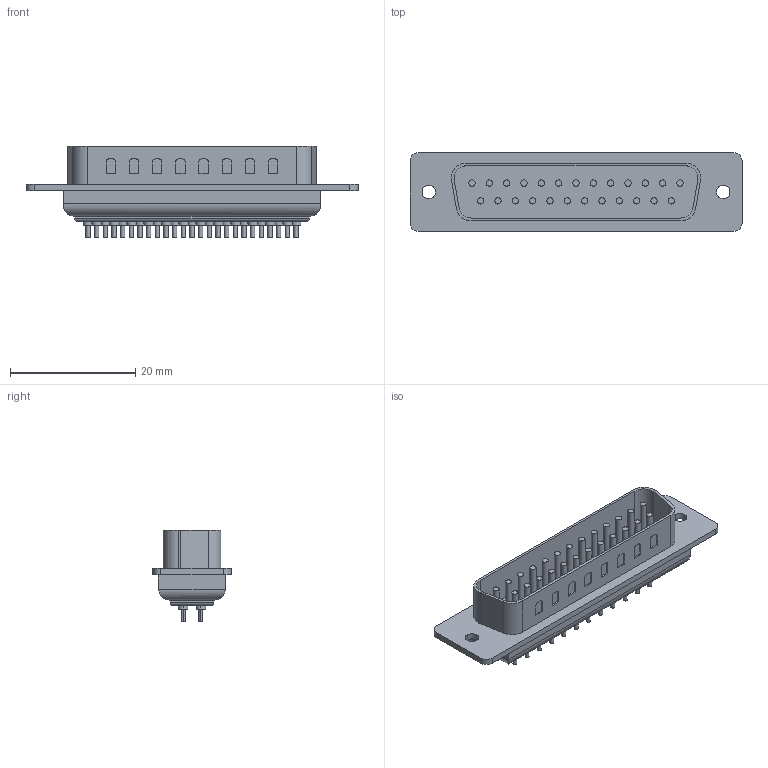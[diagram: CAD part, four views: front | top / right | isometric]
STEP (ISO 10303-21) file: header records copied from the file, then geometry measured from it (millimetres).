
FILE_DESCRIPTION(('FreeCAD Model'),'2;1');
FILE_NAME('connector_a-ds_25_pp_z_cut.stp','2020-08-16T17:09:31',('FreeCAD'),('FreeCAD'), 'Open CASCADE STEP processor 7.3','FreeCAD','Unknown');
FILE_SCHEMA(('AUTOMOTIVE_DESIGN { 1 0 10303 214 1 1 1 1 }'));
Length unit declared in the file: millimetre
Products named in the file (1): Open CASCADE STEP translator 7.3 1
Bounding box: 53.04 x 12.55 x 14.6 mm (x, y, z)
Volume: 2971 mm3; surface area: 3581.2 mm2
Topology: 1 solids, 1 shells, 390 faces, 874 edges, 580 vertices
Faces by surface type: cylinder 210, plane 180
Entity records: 11128 total; most frequent: DIRECTION 2064, CARTESIAN_POINT 1957, ORIENTED_EDGE 1748, EDGE_CURVE 874, AXIS2_PLACEMENT_3D 803, VERTEX_POINT 580, FACE_BOUND 488, EDGE_LOOP 488
